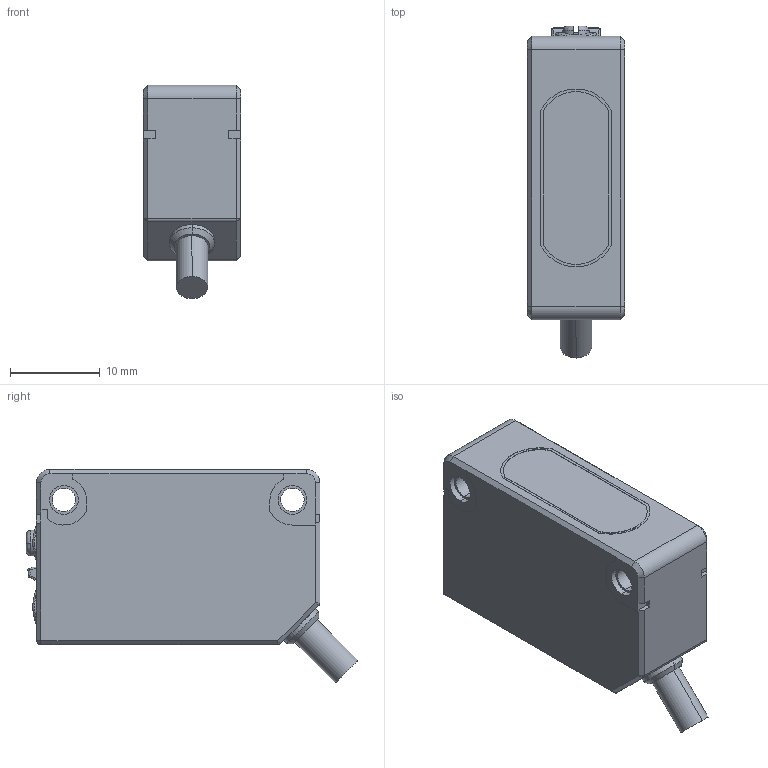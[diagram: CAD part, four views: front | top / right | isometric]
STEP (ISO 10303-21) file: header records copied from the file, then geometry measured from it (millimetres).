
FILE_DESCRIPTION (( 'STEP AP214' ), '1' );
FILE_NAME ('SA2E-[B]$3-$M.STEP', '2021-03-18T00:47:08', ( 'IDEC' ), ( 'IDEC' ), 'SwSTEP 2.0', 'SolidWorks 2019', '' );
FILE_SCHEMA (( 'AUTOMOTIVE_DESIGN' ));
Length unit declared in the file: millimetre
Products named in the file (1): SA2E-[B]$3-$M
Bounding box: 10.8 x 36.87 x 23.72 mm (x, y, z)
Volume: 6388.4 mm3; surface area: 2543.9 mm2
Topology: 1 solids, 1 shells, 290 faces, 723 edges, 456 vertices
Faces by surface type: plane 147, cylinder 75, bspline 49, cone 19
Entity records: 10604 total; most frequent: CARTESIAN_POINT 3902, ORIENTED_EDGE 1446, DIRECTION 1293, EDGE_CURVE 723, VERTEX_POINT 456, VECTOR 437, LINE 437, AXIS2_PLACEMENT_3D 428
